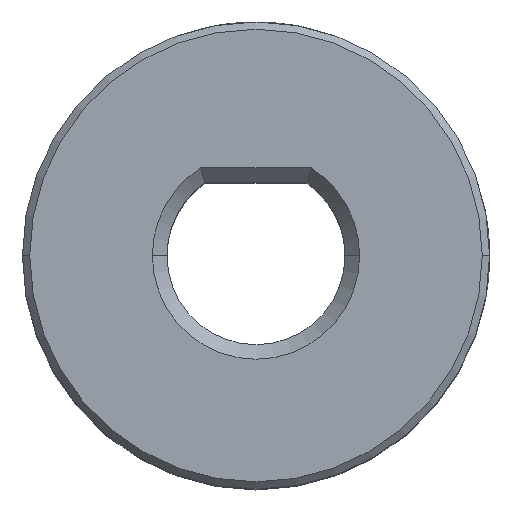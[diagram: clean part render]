
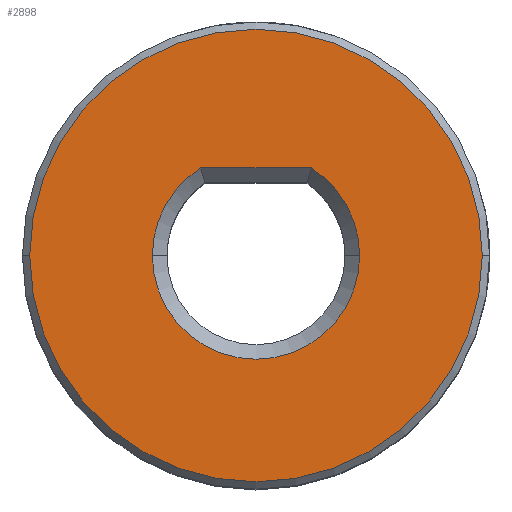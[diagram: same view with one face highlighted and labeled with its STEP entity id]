
A CAD part, top view. The second image highlights one B-rep face of the part: STEP entity #2898.
In plain terms, the highlighted planar face has unit normal (0, 0, 1).
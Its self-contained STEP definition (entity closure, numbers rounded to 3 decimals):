
#6 = CARTESIAN_POINT ( 'NONE',  ( 1.898, 3., 16. ) ) ;
#121 = EDGE_LOOP ( 'NONE', ( #1144, #5682 ) ) ;
#229 = CIRCLE ( 'NONE', #5299, 3.55 ) ;
#352 = DIRECTION ( 'NONE',  ( 0., 0., -1. ) ) ;
#418 = DIRECTION ( 'NONE',  ( 1., 0., 0. ) ) ;
#478 = PLANE ( 'NONE',  #4046 ) ;
#536 = EDGE_CURVE ( 'NONE', #4525, #4116, #2297, .T. ) ;
#727 = DIRECTION ( 'NONE',  ( 1., 0., 0. ) ) ;
#845 = DIRECTION ( 'NONE',  ( 0., 0., -1. ) ) ;
#894 = ORIENTED_EDGE ( 'NONE', *, *, #903, .T. ) ;
#903 = EDGE_CURVE ( 'NONE', #3446, #1495, #4794, .T. ) ;
#984 = CIRCLE ( 'NONE', #4185, 3.55 ) ;
#1144 = ORIENTED_EDGE ( 'NONE', *, *, #536, .T. ) ;
#1495 = VERTEX_POINT ( 'NONE', #6 ) ;
#1501 = AXIS2_PLACEMENT_3D ( 'NONE', #3845, #352, #727 ) ;
#1547 = EDGE_CURVE ( 'NONE', #4374, #3446, #984, .T. ) ;
#1605 = EDGE_CURVE ( 'NONE', #4116, #4525, #3231, .T. ) ;
#1727 = CARTESIAN_POINT ( 'NONE',  ( 0., 0., 16. ) ) ;
#1795 = FACE_OUTER_BOUND ( 'NONE', #121, .T. ) ;
#1877 = CARTESIAN_POINT ( 'NONE',  ( 7.75, 0., 16. ) ) ;
#2270 = CARTESIAN_POINT ( 'NONE',  ( 0., 0., 16. ) ) ;
#2297 = CIRCLE ( 'NONE', #2584, 7.75 ) ;
#2366 = DIRECTION ( 'NONE',  ( 0., 0., 1. ) ) ;
#2496 = CARTESIAN_POINT ( 'NONE',  ( -7.75, 0., 16. ) ) ;
#2528 = CARTESIAN_POINT ( 'NONE',  ( 1.747, 3., 16. ) ) ;
#2584 = AXIS2_PLACEMENT_3D ( 'NONE', #3227, #3113, #5418 ) ;
#2642 = DIRECTION ( 'NONE',  ( 1., 0., 0. ) ) ;
#2652 = DIRECTION ( 'NONE',  ( 0., 0., -1. ) ) ;
#2709 = FACE_BOUND ( 'NONE', #3252, .T. ) ;
#2813 = CIRCLE ( 'NONE', #1501, 3.55 ) ;
#2890 = CARTESIAN_POINT ( 'NONE',  ( 0., 0., 16. ) ) ;
#2898 = ADVANCED_FACE ( 'NONE', ( #1795, #2709 ), #478, .T. ) ;
#2972 = VECTOR ( 'NONE', #3372, 1000. ) ;
#3096 = ORIENTED_EDGE ( 'NONE', *, *, #3198, .T. ) ;
#3113 = DIRECTION ( 'NONE',  ( 0., 0., 1. ) ) ;
#3198 = EDGE_CURVE ( 'NONE', #5183, #4374, #229, .T. ) ;
#3227 = CARTESIAN_POINT ( 'NONE',  ( 0., 0., 16. ) ) ;
#3231 = CIRCLE ( 'NONE', #3334, 7.75 ) ;
#3252 = EDGE_LOOP ( 'NONE', ( #894, #5594, #3096, #5757 ) ) ;
#3334 = AXIS2_PLACEMENT_3D ( 'NONE', #2890, #2366, #4595 ) ;
#3372 = DIRECTION ( 'NONE',  ( 1., 0., 0. ) ) ;
#3446 = VERTEX_POINT ( 'NONE', #4789 ) ;
#3765 = DIRECTION ( 'NONE',  ( 0., 0., 1. ) ) ;
#3845 = CARTESIAN_POINT ( 'NONE',  ( 0., 0., 16. ) ) ;
#4046 = AXIS2_PLACEMENT_3D ( 'NONE', #2270, #3765, #5563 ) ;
#4116 = VERTEX_POINT ( 'NONE', #1877 ) ;
#4185 = AXIS2_PLACEMENT_3D ( 'NONE', #4948, #2652, #418 ) ;
#4374 = VERTEX_POINT ( 'NONE', #5469 ) ;
#4433 = EDGE_CURVE ( 'NONE', #1495, #5183, #2813, .T. ) ;
#4525 = VERTEX_POINT ( 'NONE', #2496 ) ;
#4595 = DIRECTION ( 'NONE',  ( 1., 0., 0. ) ) ;
#4689 = CARTESIAN_POINT ( 'NONE',  ( 3.55, 0., 16. ) ) ;
#4789 = CARTESIAN_POINT ( 'NONE',  ( -1.898, 3., 16. ) ) ;
#4794 = LINE ( 'NONE', #2528, #2972 ) ;
#4948 = CARTESIAN_POINT ( 'NONE',  ( 0., 0., 16. ) ) ;
#5183 = VERTEX_POINT ( 'NONE', #4689 ) ;
#5299 = AXIS2_PLACEMENT_3D ( 'NONE', #1727, #845, #2642 ) ;
#5418 = DIRECTION ( 'NONE',  ( 1., 0., 0. ) ) ;
#5469 = CARTESIAN_POINT ( 'NONE',  ( -3.55, 0., 16. ) ) ;
#5563 = DIRECTION ( 'NONE',  ( 1., 0., 0. ) ) ;
#5594 = ORIENTED_EDGE ( 'NONE', *, *, #4433, .T. ) ;
#5682 = ORIENTED_EDGE ( 'NONE', *, *, #1605, .T. ) ;
#5757 = ORIENTED_EDGE ( 'NONE', *, *, #1547, .T. ) ;
